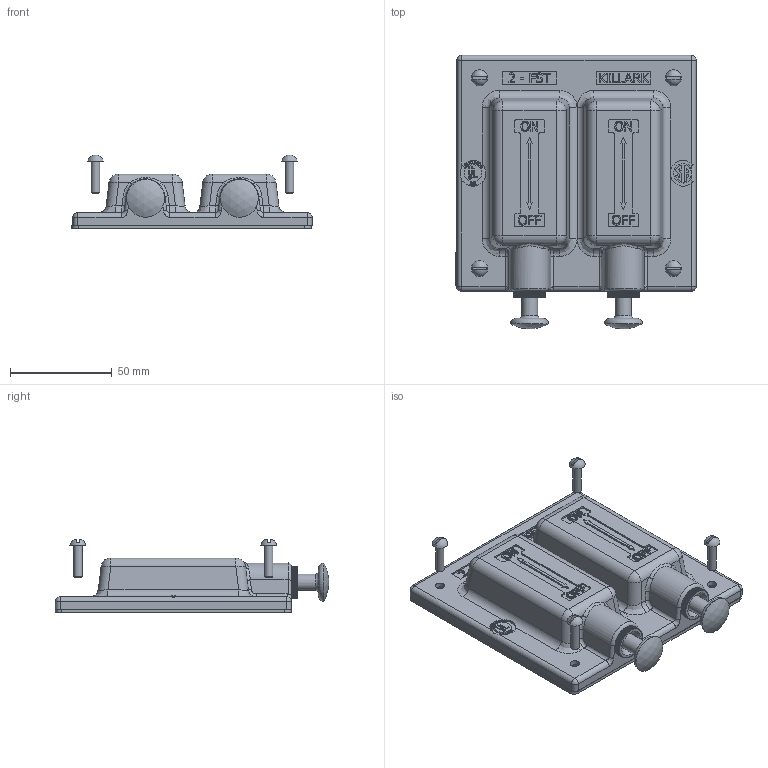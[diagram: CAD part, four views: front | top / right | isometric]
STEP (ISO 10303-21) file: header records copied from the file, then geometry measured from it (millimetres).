
FILE_DESCRIPTION(/* description */ ('2-FST COVER ASSEMBLY'),/* implementation_level */ '2;1');
FILE_NAME(/* name */ 'KIL_2FST.stp',/* time_stamp */ '2020-11-04T14:19:41+06:00',/* author */ ('lsugumaran'),/* organization */ (''),/* preprocessor_version */ 'ST-DEVELOPER v18',/* originating_system */ 'Autodesk Inventor 2020',/* authorisation */ '');
FILE_SCHEMA (('AUTOMOTIVE_DESIGN { 1 0 10303 214 3 1 1 }'));
Products named in the file (8): 02877BAAM; 0067640M; 0301400B; 0722675B; 0121200B; 0700438B; 01273; 0102400B
Assembly tree (14 placements, depth 2):
  02877BAAM
    0067640M
    0301400B
    0722675B  x4
    0121200B  x2
    0700438B  x2
    01273  x2
    0102400B  x2
Bounding box: 117.95 x 134.31 x 36.33 mm (x, y, z)
Volume: 105618 mm3; surface area: 69414.7 mm2
Topology: 16 solids, 16 shells, 7231 faces, 17649 edges, 10557 vertices
Faces by surface type: plane 5462, cylinder 1234, bspline 469, sphere 34, torus 16, cone 16
Full cylindrical faces by diameter (mm): 3.969 x2, 4.166 x4, 4.762 x8, 5.41 x2, 5.588 x2, 7.938 x2, 7.988 x2, 8.23 x2, 8.433 x2, 8.467 x1, 10.715 x4, 11.112 x2, 11.509 x2, 12.598 x18, 12.7 x1, 18.653 x2
Entity records: 131020 total; most frequent: CARTESIAN_POINT 32187, ORIENTED_EDGE 20952, DIRECTION 19667, EDGE_CURVE 10476, LINE 7063, VECTOR 7063, VERTEX_POINT 6357, AXIS2_PLACEMENT_3D 6302
